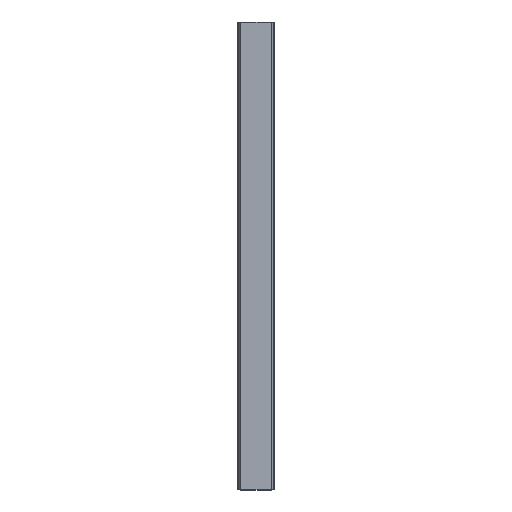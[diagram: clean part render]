
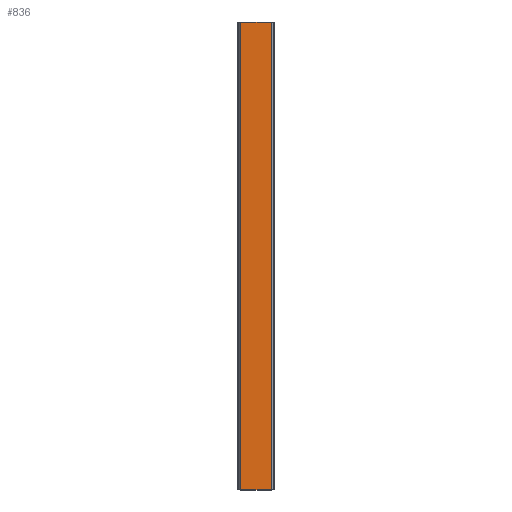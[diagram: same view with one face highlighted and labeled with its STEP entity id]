
A CAD part, top view. The second image highlights one B-rep face of the part: STEP entity #836.
In plain terms, the highlighted planar face has unit normal (0, 0, 1).
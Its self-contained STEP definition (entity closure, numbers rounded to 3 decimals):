
#41=PLANE('',#925);
#84=FACE_OUTER_BOUND('',#128,.T.);
#128=EDGE_LOOP('',(#729,#730,#731,#732));
#214=LINE('',#1400,#302);
#215=LINE('',#1404,#303);
#216=LINE('',#1406,#304);
#217=LINE('',#1407,#305);
#302=VECTOR('',#1151,10.);
#303=VECTOR('',#1156,10.);
#304=VECTOR('',#1157,10.);
#305=VECTOR('',#1158,10.);
#415=VERTEX_POINT('',#1397);
#416=VERTEX_POINT('',#1399);
#417=VERTEX_POINT('',#1403);
#418=VERTEX_POINT('',#1405);
#531=EDGE_CURVE('',#415,#416,#214,.T.);
#533=EDGE_CURVE('',#417,#415,#215,.T.);
#534=EDGE_CURVE('',#417,#418,#216,.T.);
#535=EDGE_CURVE('',#418,#416,#217,.T.);
#729=ORIENTED_EDGE('',*,*,#533,.F.);
#730=ORIENTED_EDGE('',*,*,#534,.T.);
#731=ORIENTED_EDGE('',*,*,#535,.T.);
#732=ORIENTED_EDGE('',*,*,#531,.F.);
#836=ADVANCED_FACE('',(#84),#41,.F.);
#925=AXIS2_PLACEMENT_3D('',#1402,#1154,#1155);
#1151=DIRECTION('',(0.,1.,0.));
#1154=DIRECTION('center_axis',(0.,0.,-1.));
#1155=DIRECTION('ref_axis',(-1.,0.,0.));
#1156=DIRECTION('',(-1.,0.,0.));
#1157=DIRECTION('',(0.,1.,0.));
#1158=DIRECTION('',(-1.,0.,0.));
#1397=CARTESIAN_POINT('',(16.583,0.,26.194));
#1399=CARTESIAN_POINT('',(16.583,1066.8,26.194));
#1400=CARTESIAN_POINT('',(16.583,0.,26.194));
#1402=CARTESIAN_POINT('Origin',(86.783,0.,26.194));
#1403=CARTESIAN_POINT('',(86.783,0.,26.194));
#1404=CARTESIAN_POINT('',(86.783,0.,26.194));
#1405=CARTESIAN_POINT('',(86.783,1066.8,26.194));
#1406=CARTESIAN_POINT('',(86.783,0.,26.194));
#1407=CARTESIAN_POINT('',(86.783,1066.8,26.194));
